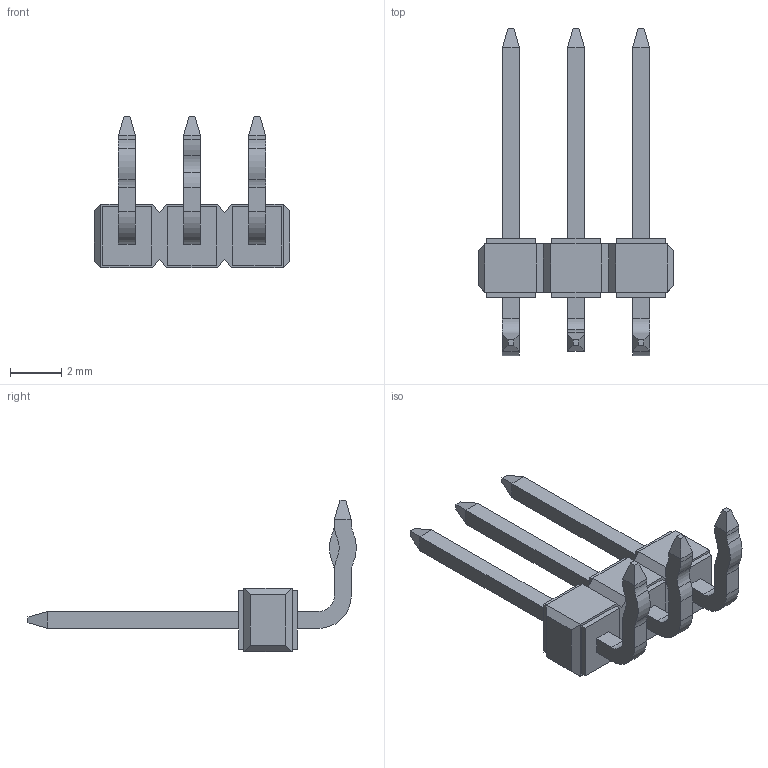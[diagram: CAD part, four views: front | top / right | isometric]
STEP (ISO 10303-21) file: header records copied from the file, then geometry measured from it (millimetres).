
FILE_DESCRIPTION((''),'2;1');
FILE_NAME('022289033','2015-04-23T',('me'),(''),'PRO/ENGINEER BY PARAMETRIC TECHNOLOGY CORPORATION, 2011490','PRO/ENGINEER BY PARAMETRIC TECHNOLOGY CORPORATION, 2011490','');
FILE_SCHEMA(('CONFIG_CONTROL_DESIGN'));
Length unit declared in the file: inch
Products named in the file (1): 022289033
Bounding box: 7.62 x 12.81 x 5.92 mm (x, y, z)
Volume: 57.5 mm3; surface area: 192.5 mm2
Topology: 1 solids, 1 shells, 146 faces, 364 edges, 232 vertices
Faces by surface type: plane 122, cylinder 24
Entity records: 4304 total; most frequent: CARTESIAN_POINT 743, ORIENTED_EDGE 728, DIRECTION 706, EDGE_CURVE 364, VECTOR 316, LINE 316, VERTEX_POINT 232, AXIS2_PLACEMENT_3D 195
